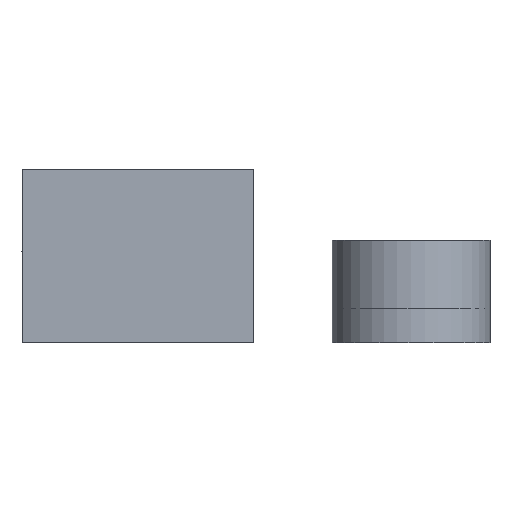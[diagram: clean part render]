
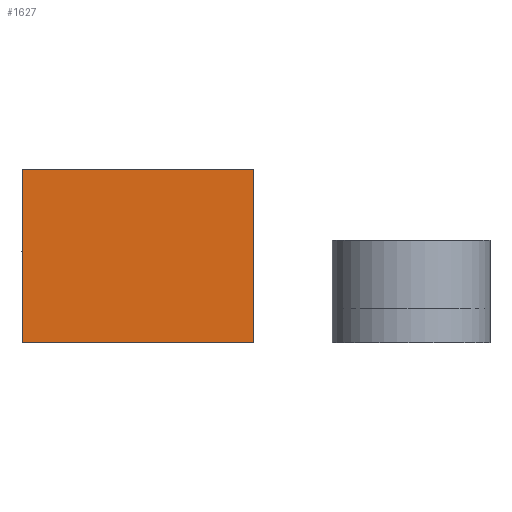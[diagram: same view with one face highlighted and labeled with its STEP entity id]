
A CAD part, left-side view. The second image highlights one B-rep face of the part: STEP entity #1627.
In plain terms, the highlighted planar face has unit normal (-1, 0, 0).
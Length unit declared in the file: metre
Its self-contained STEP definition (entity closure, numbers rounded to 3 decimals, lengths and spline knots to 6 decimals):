
#32=LINE('',#8375,#76);
#42=LINE('',#8453,#86);
#45=LINE('',#8476,#89);
#47=LINE('',#8480,#91);
#76=VECTOR('',#1871,1.);
#86=VECTOR('',#1903,1.);
#89=VECTOR('',#1928,1.);
#91=VECTOR('',#1932,1.);
#324=PLANE('',#1743);
#677=ORIENTED_EDGE('',*,*,#1046,.T.);
#678=ORIENTED_EDGE('',*,*,#1036,.T.);
#679=ORIENTED_EDGE('',*,*,#1012,.F.);
#680=ORIENTED_EDGE('',*,*,#1048,.F.);
#1012=EDGE_CURVE('',#1257,#1258,#32,.T.);
#1036=EDGE_CURVE('',#1277,#1258,#42,.T.);
#1046=EDGE_CURVE('',#1286,#1277,#45,.T.);
#1048=EDGE_CURVE('',#1286,#1257,#47,.T.);
#1257=VERTEX_POINT('',#8376);
#1258=VERTEX_POINT('',#8377);
#1277=VERTEX_POINT('',#8454);
#1286=VERTEX_POINT('',#8477);
#1459=EDGE_LOOP('',(#677,#678,#679,#680));
#1553=FACE_BOUND('',#1459,.T.);
#1627=ADVANCED_FACE('',(#1553),#324,.F.);
#1743=AXIS2_PLACEMENT_3D('',#8479,#1930,#1931);
#1871=DIRECTION('',(0.,0.,1.));
#1903=DIRECTION('',(0.,1.,0.));
#1928=DIRECTION('',(0.,0.,1.));
#1930=DIRECTION('',(1.,0.,0.));
#1931=DIRECTION('',(0.,1.,0.));
#1932=DIRECTION('',(0.,1.,0.));
#8375=CARTESIAN_POINT('',(0.233203,0.010437,0.089281));
#8376=CARTESIAN_POINT('',(0.233203,0.010437,0.082931));
#8377=CARTESIAN_POINT('',(0.233203,0.010437,0.140081));
#8453=CARTESIAN_POINT('',(0.233203,-0.027663,0.140081));
#8454=CARTESIAN_POINT('',(0.233203,-0.065763,0.140081));
#8476=CARTESIAN_POINT('',(0.233203,-0.065763,0.089281));
#8477=CARTESIAN_POINT('',(0.233203,-0.065763,0.082931));
#8479=CARTESIAN_POINT('',(0.233203,-0.027663,0.089281));
#8480=CARTESIAN_POINT('',(0.233203,-0.027663,0.082931));
